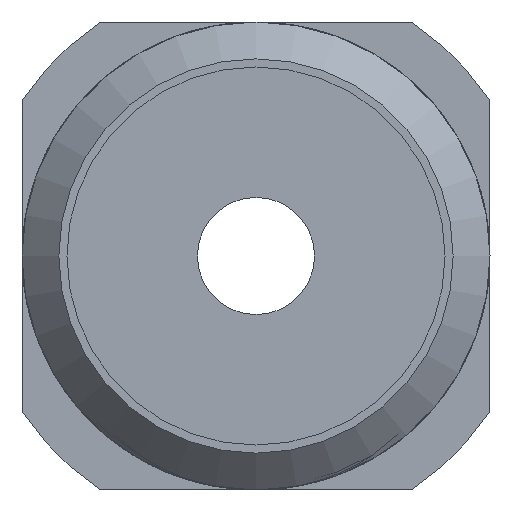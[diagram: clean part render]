
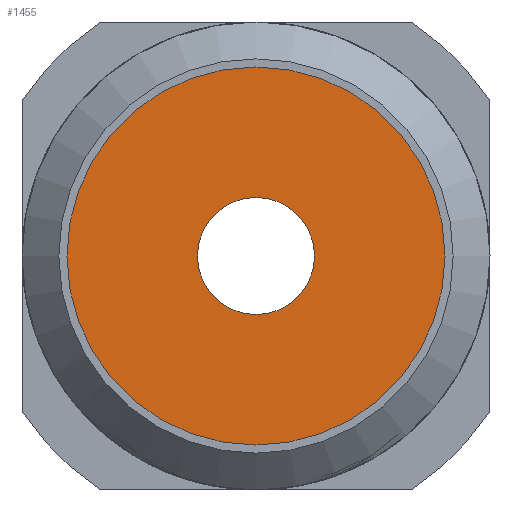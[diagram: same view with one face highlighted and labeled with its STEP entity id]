
A CAD part, left-side view. The second image highlights one B-rep face of the part: STEP entity #1455.
In plain terms, the highlighted planar face has unit normal (-1, 0, 0).
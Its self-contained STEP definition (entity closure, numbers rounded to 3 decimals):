
#232=CARTESIAN_POINT('',(0.,-0.794,0.));
#233=VERTEX_POINT('',#232);
#234=CARTESIAN_POINT('',(0.,0.,0.0));
#235=DIRECTION('',(1.0,0.0,0.0));
#236=DIRECTION('',(0.0,1.0,0.0));
#237=AXIS2_PLACEMENT_3D('',#234,#235,#236);
#238=CIRCLE('',#237,0.794);
#239=EDGE_CURVE('',#233,#233,#238,.T.);
#1361=CARTESIAN_POINT('',(0.0,2.565,0.0));
#1362=VERTEX_POINT('',#1361);
#1363=CARTESIAN_POINT('',(0.,0.,0.0));
#1364=DIRECTION('',(1.0,0.0,0.0));
#1365=DIRECTION('',(0.0,1.0,0.0));
#1366=AXIS2_PLACEMENT_3D('',#1363,#1364,#1365);
#1367=CIRCLE('',#1366,2.565);
#1368=EDGE_CURVE('',#1362,#1362,#1367,.T.);
#1444=CARTESIAN_POINT('',(0.0,1.283,0.0));
#1445=DIRECTION('',(-1.0,0.0,0.0));
#1446=DIRECTION('',(0.0,0.0,1.0));
#1447=AXIS2_PLACEMENT_3D('',#1444,#1445,#1446);
#1448=PLANE('',#1447);
#1449=ORIENTED_EDGE('',*,*,#1368,.F.);
#1450=EDGE_LOOP('',(#1449));
#1451=FACE_OUTER_BOUND('',#1450,.T.);
#1452=ORIENTED_EDGE('',*,*,#239,.T.);
#1453=EDGE_LOOP('',(#1452));
#1454=FACE_BOUND('',#1453,.T.);
#1455=ADVANCED_FACE('',(#1451,#1454),#1448,.T.);
